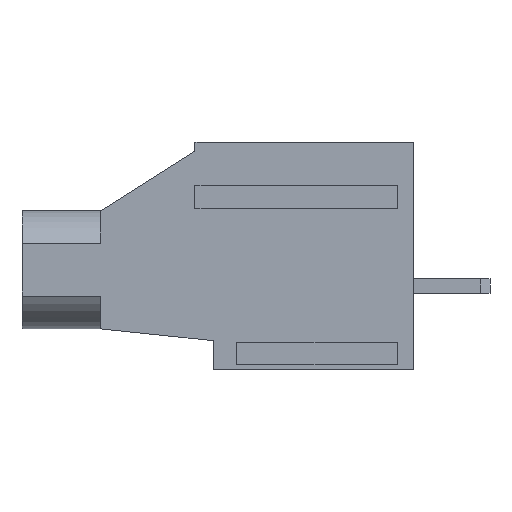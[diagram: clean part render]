
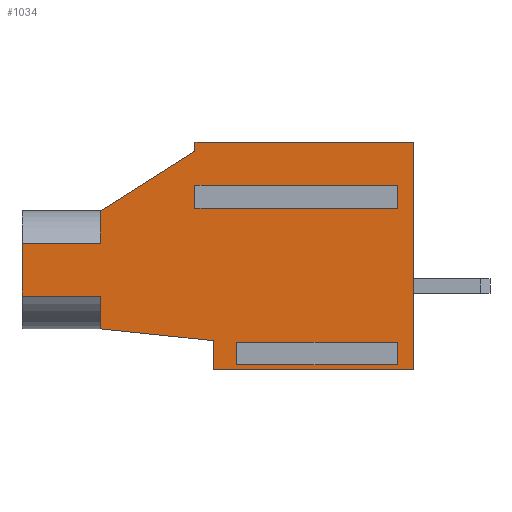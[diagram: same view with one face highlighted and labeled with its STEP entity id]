
A CAD part, left-side view. The second image highlights one B-rep face of the part: STEP entity #1034.
In plain terms, the highlighted planar face has unit normal (-1, 0, 0).
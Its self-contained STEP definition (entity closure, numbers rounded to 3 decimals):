
#1034 = ADVANCED_FACE( '', ( #2016, #2017, #2018 ), #2019, .F. );
#2016 = FACE_BOUND( '', #3105, .T. );
#2017 = FACE_OUTER_BOUND( '', #3106, .T. );
#2018 = FACE_BOUND( '', #3107, .T. );
#2019 = PLANE( '', #3108 );
#3105 = EDGE_LOOP( '', ( #5814, #5815, #5816, #5817 ) );
#3106 = EDGE_LOOP( '', ( #5818, #5819, #5820, #5821, #5822, #5823, #5824, #5825, #5826, #5827, #5828, #5829, #5830 ) );
#3107 = EDGE_LOOP( '', ( #5831, #5832, #5833, #5834 ) );
#3108 = AXIS2_PLACEMENT_3D( '', #5835, #5836, #5837 );
#5814 = ORIENTED_EDGE( '', *, *, #7078, .T. );
#5815 = ORIENTED_EDGE( '', *, *, #6113, .T. );
#5816 = ORIENTED_EDGE( '', *, *, #6590, .F. );
#5817 = ORIENTED_EDGE( '', *, *, #7016, .F. );
#5818 = ORIENTED_EDGE( '', *, *, #6908, .F. );
#5819 = ORIENTED_EDGE( '', *, *, #6787, .F. );
#5820 = ORIENTED_EDGE( '', *, *, #6584, .F. );
#5821 = ORIENTED_EDGE( '', *, *, #6919, .F. );
#5822 = ORIENTED_EDGE( '', *, *, #6916, .F. );
#5823 = ORIENTED_EDGE( '', *, *, #7068, .F. );
#5824 = ORIENTED_EDGE( '', *, *, #5985, .F. );
#5825 = ORIENTED_EDGE( '', *, *, #7079, .F. );
#5826 = ORIENTED_EDGE( '', *, *, #6254, .F. );
#5827 = ORIENTED_EDGE( '', *, *, #7047, .F. );
#5828 = ORIENTED_EDGE( '', *, *, #6696, .F. );
#5829 = ORIENTED_EDGE( '', *, *, #6361, .T. );
#5830 = ORIENTED_EDGE( '', *, *, #6829, .T. );
#5831 = ORIENTED_EDGE( '', *, *, #6519, .T. );
#5832 = ORIENTED_EDGE( '', *, *, #7080, .T. );
#5833 = ORIENTED_EDGE( '', *, *, #6817, .F. );
#5834 = ORIENTED_EDGE( '', *, *, #6660, .F. );
#5835 = CARTESIAN_POINT( '', ( -11.43, 0., 0. ) );
#5836 = DIRECTION( '', ( 1., 0., 0. ) );
#5837 = DIRECTION( '', ( 0., 0., -1. ) );
#5985 = EDGE_CURVE( '', #7102, #7104, #7105, .T. );
#6113 = EDGE_CURVE( '', #7335, #7332, #7336, .T. );
#6254 = EDGE_CURVE( '', #7573, #7574, #7575, .T. );
#6361 = EDGE_CURVE( '', #7756, #7753, #7757, .T. );
#6519 = EDGE_CURVE( '', #7997, #7998, #7999, .T. );
#6584 = EDGE_CURVE( '', #8090, #8088, #8092, .T. );
#6590 = EDGE_CURVE( '', #8100, #7332, #8101, .T. );
#6660 = EDGE_CURVE( '', #7997, #8202, #8204, .T. );
#6696 = EDGE_CURVE( '', #7756, #8253, #8256, .T. );
#6787 = EDGE_CURVE( '', #8088, #8377, #8379, .T. );
#6817 = EDGE_CURVE( '', #8202, #8420, #8421, .T. );
#6829 = EDGE_CURVE( '', #7753, #8434, #8436, .T. );
#6908 = EDGE_CURVE( '', #8377, #8434, #8535, .T. );
#6916 = EDGE_CURVE( '', #8543, #8545, #8546, .T. );
#6919 = EDGE_CURVE( '', #8545, #8090, #8549, .T. );
#7016 = EDGE_CURVE( '', #8658, #8100, #8660, .T. );
#7047 = EDGE_CURVE( '', #8253, #7573, #8693, .T. );
#7068 = EDGE_CURVE( '', #7104, #8543, #8714, .T. );
#7078 = EDGE_CURVE( '', #8658, #7335, #8725, .T. );
#7079 = EDGE_CURVE( '', #7574, #7102, #8726, .T. );
#7080 = EDGE_CURVE( '', #7998, #8420, #8727, .T. );
#7102 = VERTEX_POINT( '', #8750 );
#7104 = VERTEX_POINT( '', #8753 );
#7105 = LINE( '', #8754, #8755 );
#7332 = VERTEX_POINT( '', #9080 );
#7335 = VERTEX_POINT( '', #9084 );
#7336 = LINE( '', #9085, #9086 );
#7573 = VERTEX_POINT( '', #9427 );
#7574 = VERTEX_POINT( '', #9428 );
#7575 = LINE( '', #9429, #9430 );
#7753 = VERTEX_POINT( '', #9695 );
#7756 = VERTEX_POINT( '', #9699 );
#7757 = LINE( '', #9700, #9701 );
#7997 = VERTEX_POINT( '', #10054 );
#7998 = VERTEX_POINT( '', #10055 );
#7999 = LINE( '', #10056, #10057 );
#8088 = VERTEX_POINT( '', #10185 );
#8090 = VERTEX_POINT( '', #10188 );
#8092 = LINE( '', #10191, #10192 );
#8100 = VERTEX_POINT( '', #10201 );
#8101 = LINE( '', #10202, #10203 );
#8202 = VERTEX_POINT( '', #10353 );
#8204 = LINE( '', #10356, #10357 );
#8253 = VERTEX_POINT( '', #10432 );
#8256 = LINE( '', #10437, #10438 );
#8377 = VERTEX_POINT( '', #10617 );
#8379 = LINE( '', #10620, #10621 );
#8420 = VERTEX_POINT( '', #10678 );
#8421 = LINE( '', #10679, #10680 );
#8434 = VERTEX_POINT( '', #10700 );
#8436 = LINE( '', #10703, #10704 );
#8535 = LINE( '', #10846, #10847 );
#8543 = VERTEX_POINT( '', #10858 );
#8545 = VERTEX_POINT( '', #10861 );
#8546 = LINE( '', #10862, #10863 );
#8549 = LINE( '', #10867, #10868 );
#8658 = VERTEX_POINT( '', #11024 );
#8660 = LINE( '', #11027, #11028 );
#8693 = LINE( '', #11074, #11075 );
#8714 = LINE( '', #11103, #11104 );
#8725 = LINE( '', #11119, #11120 );
#8726 = LINE( '', #11121, #11122 );
#8727 = LINE( '', #11123, #11124 );
#8750 = CARTESIAN_POINT( '', ( -11.43, -5.5, 6.25 ) );
#8753 = CARTESIAN_POINT( '', ( -11.43, -5.5, -6.25 ) );
#8754 = CARTESIAN_POINT( '', ( -11.43, -5.5, 6.25 ) );
#8755 = VECTOR( '', #11147, 1000. );
#9080 = CARTESIAN_POINT( '', ( -11.43, -4.6, 3.65 ) );
#9084 = CARTESIAN_POINT( '', ( -11.43, 6.5, 3.65 ) );
#9085 = CARTESIAN_POINT( '', ( -11.43, 6.5, 3.65 ) );
#9086 = VECTOR( '', #11265, 1000. );
#9427 = CARTESIAN_POINT( '', ( -11.43, 6.5, 5.75 ) );
#9428 = CARTESIAN_POINT( '', ( -11.43, 6.5, 6.25 ) );
#9429 = CARTESIAN_POINT( '', ( -11.43, 6.5, 6.25 ) );
#9430 = VECTOR( '', #11397, 1000. );
#9695 = CARTESIAN_POINT( '', ( -11.43, 11.7, 0.7 ) );
#9699 = CARTESIAN_POINT( '', ( -11.43, 11.7, 2.5 ) );
#9700 = CARTESIAN_POINT( '', ( -11.43, 11.7, 2.5 ) );
#9701 = VECTOR( '', #11489, 1000. );
#10054 = CARTESIAN_POINT( '', ( -11.43, 4.2, -5.75 ) );
#10055 = CARTESIAN_POINT( '', ( -11.43, 4.2, -4.95 ) );
#10056 = CARTESIAN_POINT( '', ( -11.43, 4.2, -5.75 ) );
#10057 = VECTOR( '', #11630, 1000. );
#10185 = CARTESIAN_POINT( '', ( -11.43, 11.7, -2.2 ) );
#10188 = CARTESIAN_POINT( '', ( -11.43, 11.7, -4. ) );
#10191 = CARTESIAN_POINT( '', ( -11.43, 11.7, -4. ) );
#10192 = VECTOR( '', #11690, 1000. );
#10201 = CARTESIAN_POINT( '', ( -11.43, -4.6, 2.85 ) );
#10202 = CARTESIAN_POINT( '', ( -11.43, -4.6, 2.85 ) );
#10203 = VECTOR( '', #11698, 1000. );
#10353 = CARTESIAN_POINT( '', ( -11.43, -4.6, -5.75 ) );
#10356 = CARTESIAN_POINT( '', ( -11.43, 4.2, -5.75 ) );
#10357 = VECTOR( '', #11758, 1000. );
#10432 = CARTESIAN_POINT( '', ( -11.43, 11.65, 2.5 ) );
#10437 = CARTESIAN_POINT( '', ( -11.43, 11.65, 2.5 ) );
#10438 = VECTOR( '', #11787, 1000. );
#10617 = CARTESIAN_POINT( '', ( -11.43, 16., -2.2 ) );
#10620 = CARTESIAN_POINT( '', ( -11.43, 11.7, -2.2 ) );
#10621 = VECTOR( '', #11862, 1000. );
#10678 = CARTESIAN_POINT( '', ( -11.43, -4.6, -4.95 ) );
#10679 = CARTESIAN_POINT( '', ( -11.43, -4.6, -5.75 ) );
#10680 = VECTOR( '', #11894, 1000. );
#10700 = CARTESIAN_POINT( '', ( -11.43, 16., 0.7 ) );
#10703 = CARTESIAN_POINT( '', ( -11.43, 11.7, 0.7 ) );
#10704 = VECTOR( '', #11903, 1000. );
#10846 = CARTESIAN_POINT( '', ( -11.43, 16., 2.5 ) );
#10847 = VECTOR( '', #11974, 1000. );
#10858 = CARTESIAN_POINT( '', ( -11.43, 5.5, -6.25 ) );
#10861 = CARTESIAN_POINT( '', ( -11.43, 5.5, -4.65 ) );
#10862 = CARTESIAN_POINT( '', ( -11.43, 5.5, -4.65 ) );
#10863 = VECTOR( '', #11979, 1000. );
#10867 = CARTESIAN_POINT( '', ( -11.43, 11.7, -4. ) );
#10868 = VECTOR( '', #11981, 1000. );
#11024 = CARTESIAN_POINT( '', ( -11.43, 6.5, 2.85 ) );
#11027 = CARTESIAN_POINT( '', ( -11.43, 6.5, 2.85 ) );
#11028 = VECTOR( '', #12045, 1000. );
#11074 = CARTESIAN_POINT( '', ( -11.43, 6.5, 5.75 ) );
#11075 = VECTOR( '', #12062, 1000. );
#11103 = CARTESIAN_POINT( '', ( -11.43, 5.5, -6.25 ) );
#11104 = VECTOR( '', #12070, 1000. );
#11119 = CARTESIAN_POINT( '', ( -11.43, 6.5, 2.85 ) );
#11120 = VECTOR( '', #12075, 1000. );
#11121 = CARTESIAN_POINT( '', ( -11.43, -5.5, 6.25 ) );
#11122 = VECTOR( '', #12076, 1000. );
#11123 = CARTESIAN_POINT( '', ( -11.43, 4.2, -4.95 ) );
#11124 = VECTOR( '', #12077, 1000. );
#11147 = DIRECTION( '', ( 0., 0., -1. ) );
#11265 = DIRECTION( '', ( 0., -1., 0. ) );
#11397 = DIRECTION( '', ( 0., 0., 1. ) );
#11489 = DIRECTION( '', ( 0., 0., -1. ) );
#11630 = DIRECTION( '', ( 0., 0., 1. ) );
#11690 = DIRECTION( '', ( 0., 0., 1. ) );
#11698 = DIRECTION( '', ( 0., 0., 1. ) );
#11758 = DIRECTION( '', ( 0., -1., 0. ) );
#11787 = DIRECTION( '', ( 0., -1., 0. ) );
#11862 = DIRECTION( '', ( 0., 1., 0. ) );
#11894 = DIRECTION( '', ( 0., 0., 1. ) );
#11903 = DIRECTION( '', ( 0., 1., 0. ) );
#11974 = DIRECTION( '', ( 0., 0., 1. ) );
#11979 = DIRECTION( '', ( 0., 0., 1. ) );
#11981 = DIRECTION( '', ( 0., 0.995, 0.104 ) );
#12045 = DIRECTION( '', ( 0., -1., 0. ) );
#12062 = DIRECTION( '', ( 0., -0.846, 0.534 ) );
#12070 = DIRECTION( '', ( 0., 1., 0. ) );
#12075 = DIRECTION( '', ( 0., 0., 1. ) );
#12076 = DIRECTION( '', ( 0., -1., 0. ) );
#12077 = DIRECTION( '', ( 0., -1., 0. ) );
